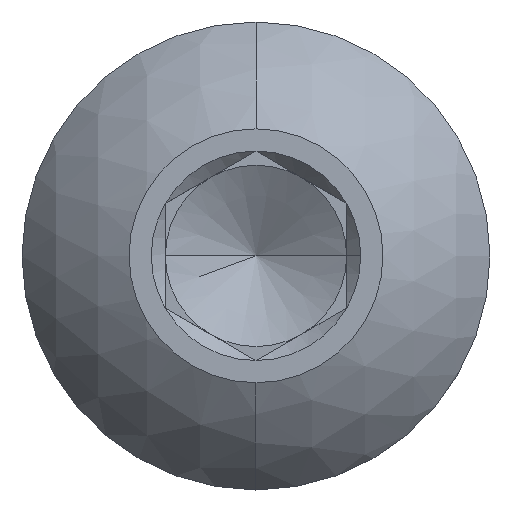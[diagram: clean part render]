
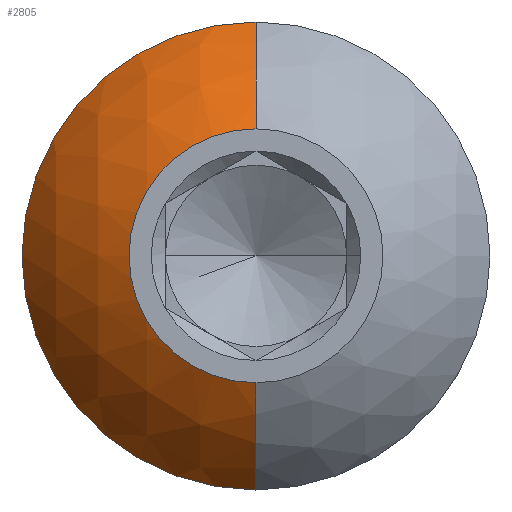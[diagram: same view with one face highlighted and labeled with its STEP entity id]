
A CAD part, top view. The second image highlights one B-rep face of the part: STEP entity #2805.
In plain terms, the highlighted spherical face has radius 1.93 mm.
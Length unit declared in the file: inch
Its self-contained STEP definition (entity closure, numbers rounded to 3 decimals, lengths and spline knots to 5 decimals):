
#58 = DIRECTION ( 'NONE',  ( 1., 0., 0. ) ) ;
#110 = ORIENTED_EDGE ( 'NONE', *, *, #5021, .T. ) ;
#189 = CARTESIAN_POINT ( 'NONE',  ( 0., 0.035, 0.204 ) ) ;
#400 = CARTESIAN_POINT ( 'NONE',  ( 0., -0.035, 0.204 ) ) ;
#801 = DIRECTION ( 'NONE',  ( -1., 0., 0. ) ) ;
#858 = CIRCLE ( 'NONE', #1807, 0.07597 ) ;
#898 = DIRECTION ( 'NONE',  ( 1., 0., 0. ) ) ;
#920 = DIRECTION ( 'NONE',  ( 0., 1., 0. ) ) ;
#937 = DIRECTION ( 'NONE',  ( 0., 0., 1. ) ) ;
#955 = CARTESIAN_POINT ( 'NONE',  ( 0., 0., 0.204 ) ) ;
#970 = CARTESIAN_POINT ( 'NONE',  ( 0., 0., 0.13657 ) ) ;
#1465 = CARTESIAN_POINT ( 'NONE',  ( 0., 0., 0.13657 ) ) ;
#1488 = EDGE_LOOP ( 'NONE', ( #110, #4588, #4300, #4607, #4380 ) ) ;
#1700 = EDGE_CURVE ( 'NONE', #1826, #5200, #1711, .T. ) ;
#1711 = CIRCLE ( 'NONE', #3307, 0.07597 ) ;
#1807 = AXIS2_PLACEMENT_3D ( 'NONE', #1465, #5005, #3626 ) ;
#1826 = VERTEX_POINT ( 'NONE', #1860 ) ;
#1860 = CARTESIAN_POINT ( 'NONE',  ( 0., 0.0645, 0.17671 ) ) ;
#1905 = DIRECTION ( 'NONE',  ( 0., 0., -1. ) ) ;
#2237 = CIRCLE ( 'NONE', #3530, 0.0645 ) ;
#2252 = EDGE_CURVE ( 'NONE', #4541, #2634, #858, .T. ) ;
#2257 = DIRECTION ( 'NONE',  ( 0., 0., 1. ) ) ;
#2277 = DIRECTION ( 'NONE',  ( 0., 0., 1. ) ) ;
#2634 = VERTEX_POINT ( 'NONE', #400 ) ;
#2682 = CARTESIAN_POINT ( 'NONE',  ( -0.0645, 0., 0.17671 ) ) ;
#2805 = ADVANCED_FACE ( 'NONE', ( #4104 ), #5494, .T. ) ;
#2984 = AXIS2_PLACEMENT_3D ( 'NONE', #3584, #801, #920 ) ;
#3307 = AXIS2_PLACEMENT_3D ( 'NONE', #970, #4072, #1905 ) ;
#3530 = AXIS2_PLACEMENT_3D ( 'NONE', #4925, #2277, #898 ) ;
#3584 = CARTESIAN_POINT ( 'NONE',  ( 0., 0., 0.13657 ) ) ;
#3607 = EDGE_CURVE ( 'NONE', #5200, #2634, #3970, .T. ) ;
#3626 = DIRECTION ( 'NONE',  ( 0., -1., 0. ) ) ;
#3638 = EDGE_CURVE ( 'NONE', #1826, #3963, #4527, .T. ) ;
#3667 = AXIS2_PLACEMENT_3D ( 'NONE', #4907, #2257, #58 ) ;
#3963 = VERTEX_POINT ( 'NONE', #2682 ) ;
#3970 = CIRCLE ( 'NONE', #4801, 0.035 ) ;
#4044 = DIRECTION ( 'NONE',  ( 1., 0., 0. ) ) ;
#4072 = DIRECTION ( 'NONE',  ( 1., 0., 0. ) ) ;
#4104 = FACE_OUTER_BOUND ( 'NONE', #1488, .T. ) ;
#4300 = ORIENTED_EDGE ( 'NONE', *, *, #3607, .F. ) ;
#4380 = ORIENTED_EDGE ( 'NONE', *, *, #3638, .T. ) ;
#4444 = CARTESIAN_POINT ( 'NONE',  ( 0., -0.0645, 0.17671 ) ) ;
#4527 = CIRCLE ( 'NONE', #3667, 0.0645 ) ;
#4541 = VERTEX_POINT ( 'NONE', #4444 ) ;
#4588 = ORIENTED_EDGE ( 'NONE', *, *, #2252, .T. ) ;
#4607 = ORIENTED_EDGE ( 'NONE', *, *, #1700, .F. ) ;
#4801 = AXIS2_PLACEMENT_3D ( 'NONE', #955, #937, #4044 ) ;
#4907 = CARTESIAN_POINT ( 'NONE',  ( 0., 0., 0.17671 ) ) ;
#4925 = CARTESIAN_POINT ( 'NONE',  ( 0., 0., 0.17671 ) ) ;
#5005 = DIRECTION ( 'NONE',  ( -1., 0., 0. ) ) ;
#5021 = EDGE_CURVE ( 'NONE', #3963, #4541, #2237, .T. ) ;
#5200 = VERTEX_POINT ( 'NONE', #189 ) ;
#5494 = SPHERICAL_SURFACE ( 'NONE', #2984, 0.07597 ) ;
